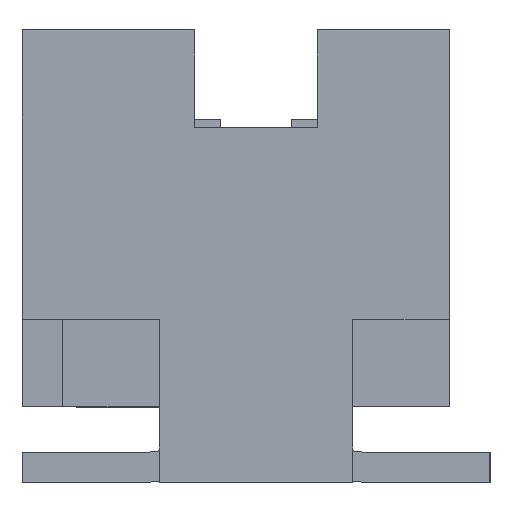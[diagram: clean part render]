
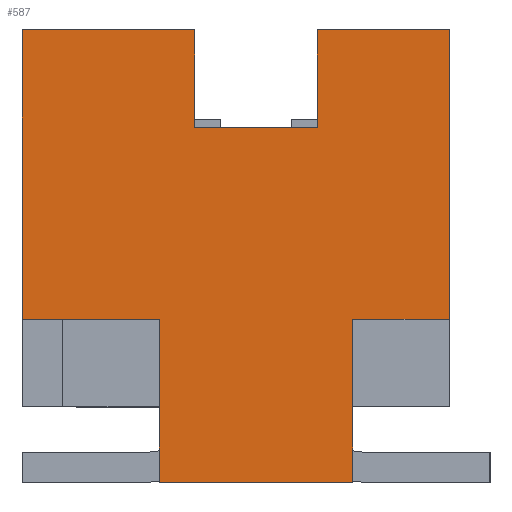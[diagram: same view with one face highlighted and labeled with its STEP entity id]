
A CAD part, left-side view. The second image highlights one B-rep face of the part: STEP entity #587.
In plain terms, the highlighted planar face has unit normal (-1, 0, 0).
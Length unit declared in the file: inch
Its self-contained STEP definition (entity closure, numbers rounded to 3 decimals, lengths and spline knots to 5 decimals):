
#147=FACE_OUTER_BOUND('',#1861,.T.);
#587=ADVANCED_FACE('',(#147),#1034,.T.);
#1034=PLANE('',#8683);
#1861=EDGE_LOOP('',(#2706,#2707,#2708,#2709,#2710,#2711,#2712,#2713,#2714,
#2715,#2716,#2717));
#2706=ORIENTED_EDGE('',*,*,#6056,.T.);
#2707=ORIENTED_EDGE('',*,*,#6057,.T.);
#2708=ORIENTED_EDGE('',*,*,#6058,.F.);
#2709=ORIENTED_EDGE('',*,*,#6059,.F.);
#2710=ORIENTED_EDGE('',*,*,#6055,.T.);
#2711=ORIENTED_EDGE('',*,*,#6021,.F.);
#2712=ORIENTED_EDGE('',*,*,#6060,.F.);
#2713=ORIENTED_EDGE('',*,*,#6061,.F.);
#2714=ORIENTED_EDGE('',*,*,#6062,.F.);
#2715=ORIENTED_EDGE('',*,*,#5989,.F.);
#2716=ORIENTED_EDGE('',*,*,#6063,.F.);
#2717=ORIENTED_EDGE('',*,*,#6064,.T.);
#5144=VERTEX_POINT('',#12166);
#5145=VERTEX_POINT('',#12167);
#5168=VERTEX_POINT('',#12227);
#5169=VERTEX_POINT('',#12229);
#5189=VERTEX_POINT('',#12275);
#5197=VERTEX_POINT('',#12296);
#5198=VERTEX_POINT('',#12297);
#5199=VERTEX_POINT('',#12299);
#5200=VERTEX_POINT('',#12301);
#5201=VERTEX_POINT('',#12304);
#5202=VERTEX_POINT('',#12306);
#5203=VERTEX_POINT('',#12309);
#5989=EDGE_CURVE('',#5144,#5145,#7110,.T.);
#6021=EDGE_CURVE('',#5168,#5169,#7142,.T.);
#6055=EDGE_CURVE('',#5189,#5169,#7176,.T.);
#6056=EDGE_CURVE('',#5197,#5198,#7177,.T.);
#6057=EDGE_CURVE('',#5198,#5199,#7178,.T.);
#6058=EDGE_CURVE('',#5200,#5199,#7179,.T.);
#6059=EDGE_CURVE('',#5189,#5200,#7180,.T.);
#6060=EDGE_CURVE('',#5201,#5168,#7181,.T.);
#6061=EDGE_CURVE('',#5202,#5201,#7182,.T.);
#6062=EDGE_CURVE('',#5145,#5202,#7183,.T.);
#6063=EDGE_CURVE('',#5203,#5144,#7184,.T.);
#6064=EDGE_CURVE('',#5203,#5197,#7185,.T.);
#7110=LINE('',#12165,#7977);
#7142=LINE('',#12228,#8009);
#7176=LINE('',#12293,#8043);
#7177=LINE('',#12295,#8044);
#7178=LINE('',#12298,#8045);
#7179=LINE('',#12300,#8046);
#7180=LINE('',#12302,#8047);
#7181=LINE('',#12303,#8048);
#7182=LINE('',#12305,#8049);
#7183=LINE('',#12307,#8050);
#7184=LINE('',#12308,#8051);
#7185=LINE('',#12310,#8052);
#7977=VECTOR('',#9364,1.);
#8009=VECTOR('',#9408,1.);
#8043=VECTOR('',#9448,1.);
#8044=VECTOR('',#9451,1.);
#8045=VECTOR('',#9452,1.);
#8046=VECTOR('',#9453,1.);
#8047=VECTOR('',#9454,1.);
#8048=VECTOR('',#9455,1.);
#8049=VECTOR('',#9456,1.);
#8050=VECTOR('',#9457,1.);
#8051=VECTOR('',#9458,1.);
#8052=VECTOR('',#9459,1.);
#8683=AXIS2_PLACEMENT_3D('',#12311,#9460,#9461);
#9364=DIRECTION('',(0.,-1.,0.));
#9408=DIRECTION('',(0.,-1.,0.));
#9448=DIRECTION('',(0.,0.,1.));
#9451=DIRECTION('',(0.,0.,-1.));
#9452=DIRECTION('',(0.,-1.,0.));
#9453=DIRECTION('',(0.,0.,-1.));
#9454=DIRECTION('',(0.,1.,0.));
#9455=DIRECTION('',(0.,0.,1.));
#9456=DIRECTION('',(0.,-1.,0.));
#9457=DIRECTION('',(0.,0.,-1.));
#9458=DIRECTION('',(0.,0.,1.));
#9459=DIRECTION('',(0.,-1.,0.));
#9460=DIRECTION('',(-1.,0.,0.));
#9461=DIRECTION('',(0.,0.,1.));
#12165=CARTESIAN_POINT('',(-0.11,0.095,0.2223));
#12166=CARTESIAN_POINT('',(-0.11,0.115,0.2223));
#12167=CARTESIAN_POINT('',(-0.11,0.03,0.2223));
#12227=CARTESIAN_POINT('',(-0.11,-0.03,0.2223));
#12228=CARTESIAN_POINT('',(-0.11,0.095,0.2223));
#12229=CARTESIAN_POINT('',(-0.11,-0.095,0.2223));
#12275=CARTESIAN_POINT('',(-0.11,-0.095,0.08));
#12293=CARTESIAN_POINT('',(-0.11,-0.095,0.0373));
#12295=CARTESIAN_POINT('',(-0.11,0.0475,0.08));
#12296=CARTESIAN_POINT('',(-0.11,0.0475,0.08));
#12297=CARTESIAN_POINT('',(-0.11,0.0475,0.));
#12298=CARTESIAN_POINT('',(-0.11,0.095,0.));
#12299=CARTESIAN_POINT('',(-0.11,-0.0475,0.));
#12300=CARTESIAN_POINT('',(-0.11,-0.0475,0.08));
#12301=CARTESIAN_POINT('',(-0.11,-0.0475,0.08));
#12302=CARTESIAN_POINT('',(-0.11,-0.0475,0.08));
#12303=CARTESIAN_POINT('',(-0.11,-0.03,0.0373));
#12304=CARTESIAN_POINT('',(-0.11,-0.03,0.1743));
#12305=CARTESIAN_POINT('',(-0.11,0.,0.1743));
#12306=CARTESIAN_POINT('',(-0.11,0.03,0.1743));
#12307=CARTESIAN_POINT('',(-0.11,0.03,0.0373));
#12308=CARTESIAN_POINT('',(-0.11,0.115,0.0173));
#12309=CARTESIAN_POINT('',(-0.11,0.115,0.08));
#12310=CARTESIAN_POINT('',(-0.11,0.0475,0.08));
#12311=CARTESIAN_POINT('',(-0.11,0.,0.0373));
